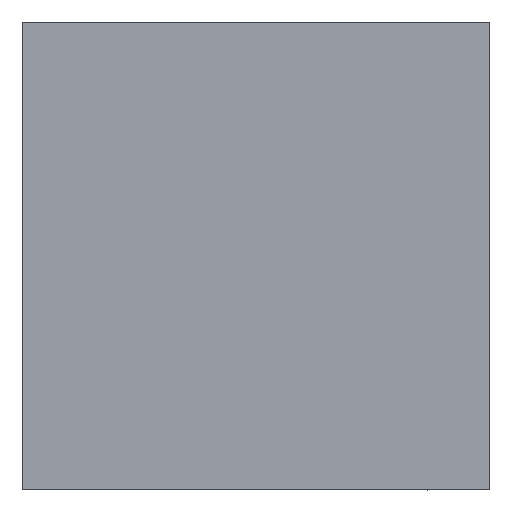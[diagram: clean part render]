
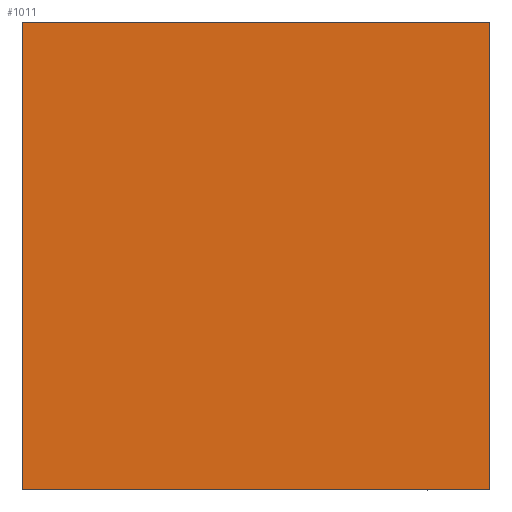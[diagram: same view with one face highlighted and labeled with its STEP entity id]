
A CAD part, top view. The second image highlights one B-rep face of the part: STEP entity #1011.
In plain terms, the highlighted planar face has unit normal (0, 0, 1).
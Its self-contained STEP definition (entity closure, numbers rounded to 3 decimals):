
#98=FACE_OUTER_BOUND('',#150,.T.);
#150=EDGE_LOOP('',(#905,#906,#907,#908));
#264=LINE('',#1644,#384);
#266=LINE('',#1648,#386);
#268=LINE('',#1652,#388);
#270=LINE('',#1655,#390);
#384=VECTOR('',#1355,10.);
#386=VECTOR('',#1359,10.);
#388=VECTOR('',#1363,10.);
#390=VECTOR('',#1367,10.);
#479=VERTEX_POINT('',#1641);
#480=VERTEX_POINT('',#1643);
#481=VERTEX_POINT('',#1647);
#482=VERTEX_POINT('',#1651);
#618=EDGE_CURVE('',#480,#479,#264,.T.);
#620=EDGE_CURVE('',#481,#480,#266,.T.);
#622=EDGE_CURVE('',#482,#481,#268,.T.);
#624=EDGE_CURVE('',#479,#482,#270,.T.);
#905=ORIENTED_EDGE('',*,*,#624,.T.);
#906=ORIENTED_EDGE('',*,*,#622,.T.);
#907=ORIENTED_EDGE('',*,*,#620,.T.);
#908=ORIENTED_EDGE('',*,*,#618,.T.);
#949=PLANE('',#1099);
#1011=ADVANCED_FACE('',(#98),#949,.T.);
#1099=AXIS2_PLACEMENT_3D('',#1656,#1368,#1369);
#1355=DIRECTION('',(-1.,0.,0.));
#1359=DIRECTION('',(0.,1.,0.));
#1363=DIRECTION('',(1.,0.,0.));
#1367=DIRECTION('',(0.,-1.,0.));
#1368=DIRECTION('center_axis',(0.,0.,1.));
#1369=DIRECTION('ref_axis',(1.,0.,0.));
#1641=CARTESIAN_POINT('',(0.,1.,0.8));
#1643=CARTESIAN_POINT('',(1.,1.,0.8));
#1644=CARTESIAN_POINT('',(1.,1.,0.8));
#1647=CARTESIAN_POINT('',(1.,0.,0.8));
#1648=CARTESIAN_POINT('',(1.,0.,0.8));
#1651=CARTESIAN_POINT('',(0.,0.,0.8));
#1652=CARTESIAN_POINT('',(0.,0.,0.8));
#1655=CARTESIAN_POINT('',(0.,1.,0.8));
#1656=CARTESIAN_POINT('Origin',(0.5,0.5,0.8));
